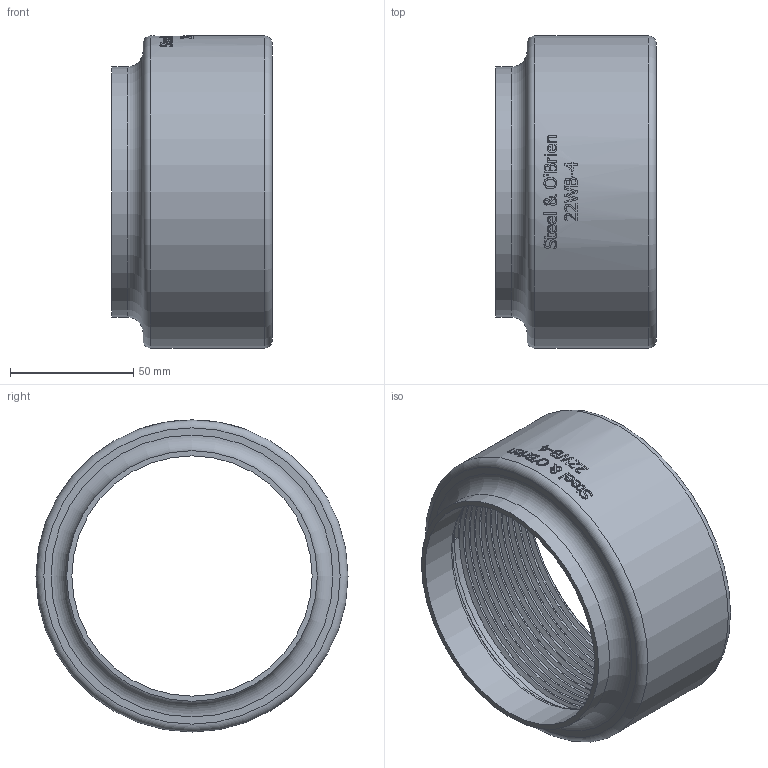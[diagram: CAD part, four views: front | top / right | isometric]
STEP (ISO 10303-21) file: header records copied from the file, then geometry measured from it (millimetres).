
FILE_DESCRIPTION(/* description */ (''),/* implementation_level */ '2;1');
FILE_NAME(/* name */ '22WB-4.stp',/* time_stamp */ '2021-12-07T16:29:58-05:00',/* author */ ('rick'),/* organization */ (''),/* preprocessor_version */ 'ST-DEVELOPER v18.1',/* originating_system */ 'Autodesk Inventor 2020',/* authorisation */ '');
FILE_SCHEMA (('AP203_CONFIGURATION_CONTROLLED_3D_DESIGN_OF_MECHANICAL_PARTS_AND_ASSEMBLIES_MIM_LF { 1 0 10303 203 3 1 4 }','AUTOMOTIVE_DESIGN { 1 0 10303 214 3 1 1 }'));
Length unit declared in the file: inch
Products named in the file (1): 22WB-4
Bounding box: 65.07 x 126.49 x 126.49 mm (x, y, z)
Volume: 189422.4 mm3; surface area: 63510.1 mm2
Topology: 1 solids, 1 shells, 351 faces, 960 edges, 643 vertices
Faces by surface type: bspline 158, plane 137, cylinder 35, cone 16, torus 5
Full cylindrical faces by diameter (mm): 97.384 x1, 101.6 x1, 106.147 x1, 126.492 x1
Entity records: 17825 total; most frequent: CARTESIAN_POINT 9781, ORIENTED_EDGE 1920, DIRECTION 1203, EDGE_CURVE 960, VERTEX_POINT 643, LINE 417, VECTOR 417, AXIS2_PLACEMENT_3D 393
